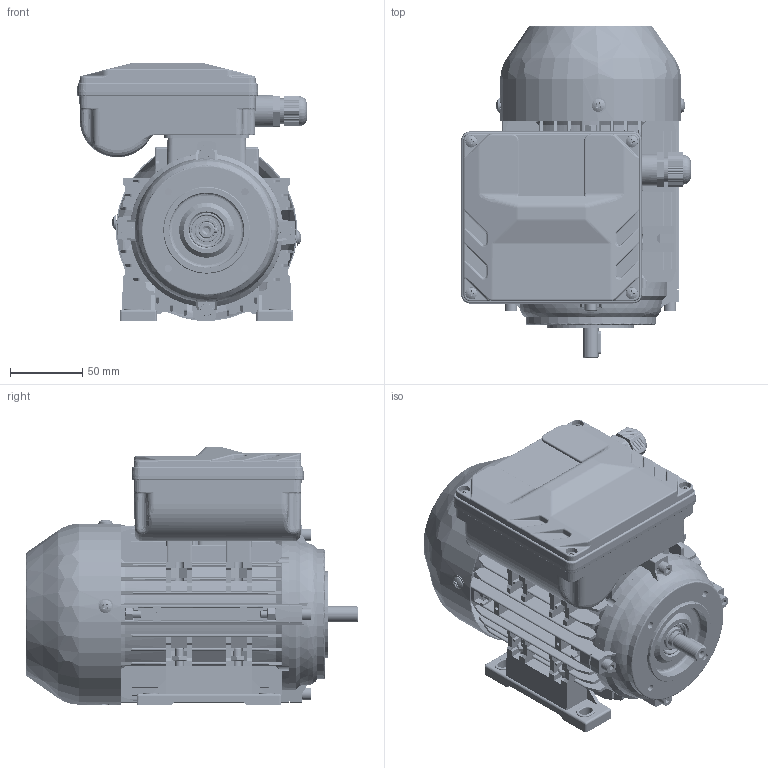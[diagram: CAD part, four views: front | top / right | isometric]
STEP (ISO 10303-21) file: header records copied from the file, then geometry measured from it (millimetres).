
FILE_DESCRIPTION (( 'STEP AP203' ), '1' );
FILE_NAME ('JEMY63 B34.STEP', '2024-07-06T06:28:58', ( '' ), ( '' ), 'SwSTEP 2.0', 'SolidWorks 2016', '' );
FILE_SCHEMA (( 'CONFIG_CONTROL_DESIGN' ));
Length unit declared in the file: millimetre
Products named in the file (33): PG11; cross recessed round head wood screws gb_GB_WOOD_SCREWS_TYPE136 M4X12-N; 螺钉 GB-T 70 M5×20[GB-T 70_1-2000]; MS63-71諉盄啣; hexagon nuts grade c gb_GB_FASTENER_NUT_SNC1 M5-C; 攫芛坋趼蹟隊M4X10-10  H type-C_GB_CROSS_SCREWS_TYPE1 M4X16-16  H type-C; 傷裔蹟譫M6-C_GB_FASTENER_NUT_STNAB M6-C; 瑞欶蹟隊M4X6-6  H type-C_GB_CROSS_SCREWS_TYPE1 M5X10-10  H type-C; JE MY63 諉盄碟; MY80-100 出线螺套橡胶塞; 傷裔粟銅菜 6_GB_FASTENER_WASHER_SW 6; 键 4×16[GB-T 1096-1979]; JE3 63諉盄碟; 6201粣創; 坋趼攫芛蹟隊M4X6_GB_CROSS_SCREWS_TYPE1 M5X10-10  H type-C; JE3-63瑞欶; PG11堤盄蹟杶狟; hexagon socket head cap screws gb_GB_FASTENER_SCREWS_HSHCS M5X30-C; JE3-63菁褐; JEMY63 B34; AO63瑞珔; JE3-63 綴傷裔B3; 奻裔攫芛蹟隊M4X16-16  H type-C_GB_CROSS_SCREWS_TYPE1 M4X16-16  H type-C; 12×24×6油封; JE3-63 傷裔B14; 螺钉 GB-T 70 M5×30[GB-T 70_1-2000]; PG11堤盄蹟杶奻; spring lock washers--normal type gb_GB_FASTENER_WASHER_SW 5; JEMY 63 諉盄碟釱蝶璃; JE63 蛌粣; 傷裔囀鞠褒M6X20-N_GB_FASTENER_SCREWS_HSHCS M6X30-N; 坋趼攫芛蹟隊M4X10_GB_CROSS_SCREWS_TYPE1 M5X10-10  H type-C; JE3-63B14
Assembly tree (72 placements, depth 3):
  JEMY63 B34
    cross recessed round head wood screws gb_GB_WOOD_SCREWS_TYPE136 M4X12-N
    JE3-63 傷裔B14
    JE3 63諉盄碟
    JE3-63 綴傷裔B3
    JE3-63菁褐  x2
    JE3-63B14
      JE63 蛌粣
    JE3-63瑞欶
    PG11
      PG11堤盄蹟杶狟
      PG11堤盄蹟杶奻
      MY80-100 出线螺套橡胶塞
    瑞欶蹟隊M4X6-6  H type-C_GB_CROSS_SCREWS_TYPE1 M5X10-10  H type-C  x3
    螺钉 GB-T 70 M5×20[GB-T 70_1-2000]
    spring lock washers--normal type gb_GB_FASTENER_WASHER_SW 5  x8
    螺钉 GB-T 70 M5×30[GB-T 70_1-2000]  x3
    hexagon nuts grade c gb_GB_FASTENER_NUT_SNC1 M5-C  x7
    hexagon socket head cap screws gb_GB_FASTENER_SCREWS_HSHCS M5X30-C  x4
    6201粣創  x2
    12×24×6油封  x2
    AO63瑞珔
    键 4×16[GB-T 1096-1979]
    JE MY63 諉盄碟
    攫芛坋趼蹟隊M4X10-10  H type-C_GB_CROSS_SCREWS_TYPE1 M4X16-16  H type-C  x4
    傷裔蹟譫M6-C_GB_FASTENER_NUT_STNAB M6-C  x4
    傷裔囀鞠褒M6X20-N_GB_FASTENER_SCREWS_HSHCS M6X30-N  x4
    傷裔粟銅菜 6_GB_FASTENER_WASHER_SW 6  x4
    JEMY 63 諉盄碟釱蝶璃
    MS63-71諉盄啣
    奻裔攫芛蹟隊M4X16-16  H type-C_GB_CROSS_SCREWS_TYPE1 M4X16-16  H type-C  x2
    坋趼攫芛蹟隊M4X10_GB_CROSS_SCREWS_TYPE1 M5X10-10  H type-C  x4
    坋趼攫芛蹟隊M4X6_GB_CROSS_SCREWS_TYPE1 M5X10-10  H type-C  x2
Bounding box: 158.8 x 229.52 x 178.9 mm (x, y, z)
Volume: 669489.5 mm3; surface area: 521490.9 mm2
Topology: 78 solids, 78 shells, 6019 faces, 15698 edges, 9986 vertices
Faces by surface type: plane 2688, cylinder 1694, bspline 658, cone 536, torus 262, sphere 181
Entity records: 200127 total; most frequent: CARTESIAN_POINT 78166, ORIENTED_EDGE 26188, DIRECTION 22115, EDGE_CURVE 13094, VERTEX_POINT 8371, AXIS2_PLACEMENT_3D 7676, LINE 6763, VECTOR 6763
